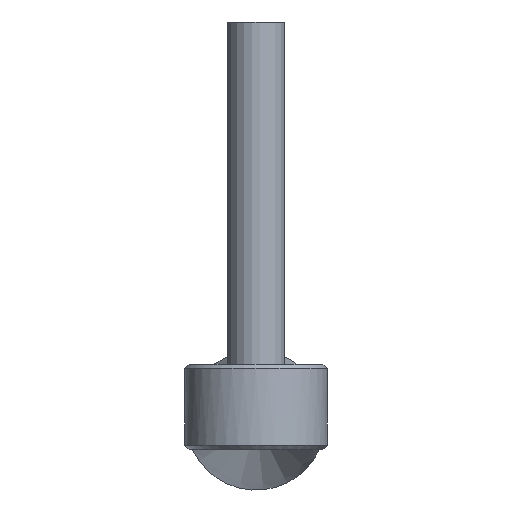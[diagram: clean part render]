
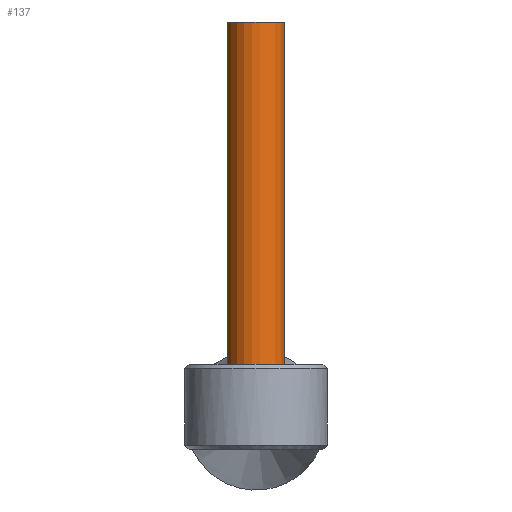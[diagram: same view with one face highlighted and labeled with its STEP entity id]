
A CAD part, left-side view. The second image highlights one B-rep face of the part: STEP entity #137.
In plain terms, the highlighted cylindrical face has radius 2 mm (diameter 4 mm), a full revolution.
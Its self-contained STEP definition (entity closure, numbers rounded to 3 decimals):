
#137 = ADVANCED_FACE( '', ( #303, #304 ), #305, .T. );
#303 = FACE_OUTER_BOUND( '', #487, .T. );
#304 = FACE_OUTER_BOUND( '', #488, .T. );
#305 = CYLINDRICAL_SURFACE( '', #489, 2. );
#487 = EDGE_LOOP( '', ( #785 ) );
#488 = EDGE_LOOP( '', ( #786 ) );
#489 = AXIS2_PLACEMENT_3D( '', #787, #788, #789 );
#785 = ORIENTED_EDGE( '', *, *, #1011, .T. );
#786 = ORIENTED_EDGE( '', *, *, #1005, .F. );
#787 = CARTESIAN_POINT( '', ( 0., 0., 205.957 ) );
#788 = DIRECTION( '', ( 0., 0., 1. ) );
#789 = DIRECTION( '', ( -1., 0., 0. ) );
#1005 = EDGE_CURVE( '', #1192, #1192, #1193, .T. );
#1011 = EDGE_CURVE( '', #1199, #1199, #1200, .T. );
#1192 = VERTEX_POINT( '', #1530 );
#1193 = CIRCLE( '', #1531, 2. );
#1199 = VERTEX_POINT( '', #1538 );
#1200 = CIRCLE( '', #1539, 2. );
#1530 = CARTESIAN_POINT( '', ( 2., 0., 30. ) );
#1531 = AXIS2_PLACEMENT_3D( '', #1694, #1695, #1696 );
#1538 = CARTESIAN_POINT( '', ( 2., 0., 6. ) );
#1539 = AXIS2_PLACEMENT_3D( '', #1698, #1699, #1700 );
#1694 = CARTESIAN_POINT( '', ( 0., 0., 30. ) );
#1695 = DIRECTION( '', ( 0., 0., 1. ) );
#1696 = DIRECTION( '', ( 1., 0., 0. ) );
#1698 = CARTESIAN_POINT( '', ( 0., 0., 6. ) );
#1699 = DIRECTION( '', ( 0., 0., 1. ) );
#1700 = DIRECTION( '', ( 1., 0., 0. ) );
